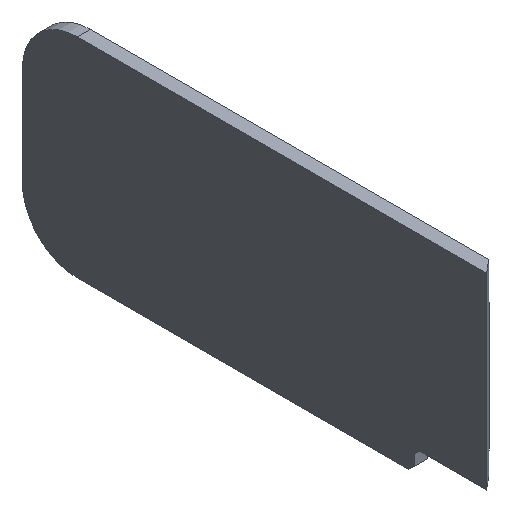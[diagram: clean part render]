
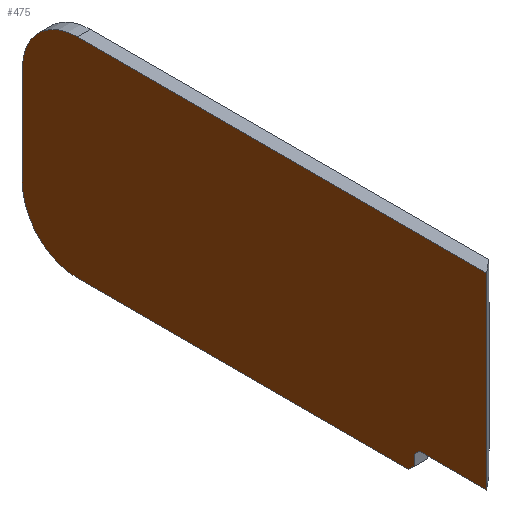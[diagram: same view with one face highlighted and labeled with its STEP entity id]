
A CAD part, isometric view. The second image highlights one B-rep face of the part: STEP entity #475.
In plain terms, the highlighted planar face has unit normal (-1, 0, 0).
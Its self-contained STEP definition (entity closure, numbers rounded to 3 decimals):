
#45=CIRCLE('',#530,21.);
#46=CIRCLE('',#533,21.);
#74=FACE_OUTER_BOUND('',#107,.T.);
#107=EDGE_LOOP('',(#419,#420,#421,#422,#423,#424,#425,#426,#427,#428));
#114=LINE('',#691,#159);
#131=LINE('',#747,#176);
#134=LINE('',#752,#179);
#137=LINE('',#758,#182);
#139=LINE('',#761,#184);
#147=LINE('',#793,#192);
#149=LINE('',#800,#194);
#152=LINE('',#807,#197);
#159=VECTOR('',#546,10.);
#176=VECTOR('',#595,10.);
#179=VECTOR('',#600,10.);
#182=VECTOR('',#605,10.);
#184=VECTOR('',#609,10.);
#192=VECTOR('',#655,10.);
#194=VECTOR('',#663,10.);
#197=VECTOR('',#672,10.);
#204=VERTEX_POINT('',#688);
#205=VERTEX_POINT('',#690);
#227=VERTEX_POINT('',#745);
#228=VERTEX_POINT('',#746);
#229=VERTEX_POINT('',#751);
#230=VERTEX_POINT('',#755);
#231=VERTEX_POINT('',#757);
#237=VERTEX_POINT('',#795);
#238=VERTEX_POINT('',#799);
#239=VERTEX_POINT('',#803);
#246=EDGE_CURVE('',#205,#204,#114,.T.);
#274=EDGE_CURVE('',#227,#228,#131,.T.);
#277=EDGE_CURVE('',#229,#228,#134,.T.);
#280=EDGE_CURVE('',#230,#231,#137,.T.);
#282=EDGE_CURVE('',#230,#205,#139,.T.);
#295=EDGE_CURVE('',#227,#231,#147,.T.);
#296=EDGE_CURVE('',#237,#229,#45,.T.);
#298=EDGE_CURVE('',#238,#237,#149,.T.);
#300=EDGE_CURVE('',#239,#238,#46,.T.);
#302=EDGE_CURVE('',#204,#239,#152,.T.);
#419=ORIENTED_EDGE('',*,*,#246,.T.);
#420=ORIENTED_EDGE('',*,*,#302,.T.);
#421=ORIENTED_EDGE('',*,*,#300,.T.);
#422=ORIENTED_EDGE('',*,*,#298,.T.);
#423=ORIENTED_EDGE('',*,*,#296,.T.);
#424=ORIENTED_EDGE('',*,*,#277,.T.);
#425=ORIENTED_EDGE('',*,*,#274,.F.);
#426=ORIENTED_EDGE('',*,*,#295,.T.);
#427=ORIENTED_EDGE('',*,*,#280,.F.);
#428=ORIENTED_EDGE('',*,*,#282,.T.);
#447=PLANE('',#535);
#475=ADVANCED_FACE('',(#74),#447,.T.);
#530=AXIS2_PLACEMENT_3D('',#796,#658,#659);
#533=AXIS2_PLACEMENT_3D('',#804,#667,#668);
#535=AXIS2_PLACEMENT_3D('',#808,#673,#674);
#546=DIRECTION('',(0.,0.,1.));
#595=DIRECTION('',(0.,0.707,-0.707));
#600=DIRECTION('',(0.,-1.,0.));
#605=DIRECTION('',(0.,0.707,-0.707));
#609=DIRECTION('',(0.,-1.,0.));
#655=DIRECTION('',(0.,0.,1.));
#658=DIRECTION('center_axis',(-1.,0.,0.));
#659=DIRECTION('ref_axis',(0.,1.,0.));
#663=DIRECTION('',(0.,0.,-1.));
#667=DIRECTION('center_axis',(-1.,0.,0.));
#668=DIRECTION('ref_axis',(0.,0.,1.));
#672=DIRECTION('',(0.,1.,0.));
#673=DIRECTION('center_axis',(-1.,0.,0.));
#674=DIRECTION('ref_axis',(0.,-1.,0.));
#688=CARTESIAN_POINT('',(-119.583,225.663,-28.075));
#690=CARTESIAN_POINT('',(-119.583,225.663,-100.));
#691=CARTESIAN_POINT('',(-119.583,225.663,-68.075));
#745=CARTESIAN_POINT('',(-119.583,253.502,-106.075));
#746=CARTESIAN_POINT('',(-119.583,255.502,-108.075));
#747=CARTESIAN_POINT('',(-119.583,238.276,-90.849));
#751=CARTESIAN_POINT('',(-119.583,382.6,-108.075));
#752=CARTESIAN_POINT('',(-119.583,253.502,-108.075));
#755=CARTESIAN_POINT('',(-119.583,251.502,-100.));
#757=CARTESIAN_POINT('',(-119.583,253.502,-102.));
#758=CARTESIAN_POINT('',(-119.583,238.295,-86.793));
#761=CARTESIAN_POINT('',(-119.583,253.502,-100.));
#793=CARTESIAN_POINT('',(-119.583,253.502,-108.075));
#795=CARTESIAN_POINT('',(-119.583,403.6,-87.075));
#796=CARTESIAN_POINT('Origin',(-119.583,382.6,-87.075));
#799=CARTESIAN_POINT('',(-119.583,403.6,-49.075));
#800=CARTESIAN_POINT('',(-119.583,403.6,-87.075));
#803=CARTESIAN_POINT('',(-119.583,382.6,-28.075));
#804=CARTESIAN_POINT('Origin',(-119.583,382.6,-49.075));
#807=CARTESIAN_POINT('',(-119.583,382.6,-28.075));
#808=CARTESIAN_POINT('Origin',(-119.583,228.6,-68.075));
